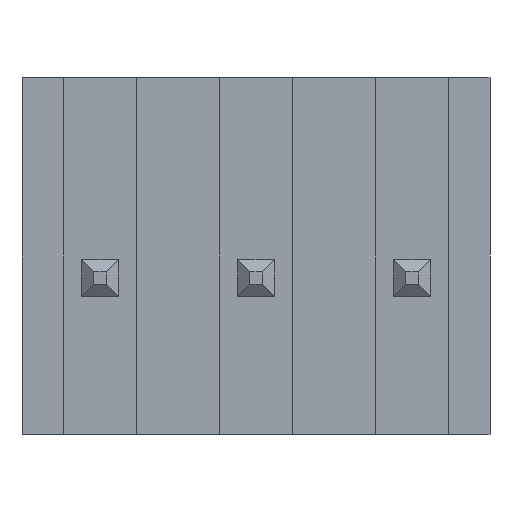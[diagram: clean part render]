
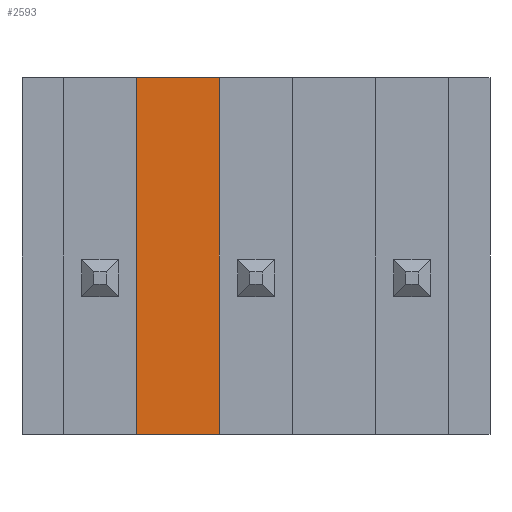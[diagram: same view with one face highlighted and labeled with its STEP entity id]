
A CAD part, front view. The second image highlights one B-rep face of the part: STEP entity #2593.
In plain terms, the highlighted planar face has unit normal (0, -1, 0).
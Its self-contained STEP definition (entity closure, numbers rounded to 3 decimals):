
#62 = ORIENTED_EDGE ( 'NONE', *, *, #293, .F. ) ;
#111 = DIRECTION ( 'NONE',  ( 0., 0., 1. ) ) ;
#230 = VECTOR ( 'NONE', #3598, 1000. ) ;
#293 = EDGE_CURVE ( 'NONE', #1087, #2601, #4714, .T. ) ;
#520 = VERTEX_POINT ( 'NONE', #982 ) ;
#557 = EDGE_CURVE ( 'NONE', #520, #4400, #1972, .T. ) ;
#582 = CARTESIAN_POINT ( 'NONE',  ( -1.94, 0., -2.9 ) ) ;
#628 = ORIENTED_EDGE ( 'NONE', *, *, #4380, .T. ) ;
#671 = CARTESIAN_POINT ( 'NONE',  ( -0.6, 0., -2.9 ) ) ;
#982 = CARTESIAN_POINT ( 'NONE',  ( -1.94, 0., 2.9 ) ) ;
#987 = FACE_OUTER_BOUND ( 'NONE', #4182, .T. ) ;
#1087 = VERTEX_POINT ( 'NONE', #671 ) ;
#1204 = DIRECTION ( 'NONE',  ( -1., 0., 0. ) ) ;
#1578 = LINE ( 'NONE', #582, #1822 ) ;
#1810 = EDGE_CURVE ( 'NONE', #2601, #520, #1578, .T. ) ;
#1822 = VECTOR ( 'NONE', #111, 1000. ) ;
#1830 = CARTESIAN_POINT ( 'NONE',  ( -0.6, 0., 2.9 ) ) ;
#1972 = LINE ( 'NONE', #4261, #3582 ) ;
#2239 = DIRECTION ( 'NONE',  ( 0., 0., -1. ) ) ;
#2493 = CARTESIAN_POINT ( 'NONE',  ( 0., 0., 0. ) ) ;
#2593 = ADVANCED_FACE ( 'NONE', ( #987 ), #3017, .T. ) ;
#2601 = VERTEX_POINT ( 'NONE', #2752 ) ;
#2752 = CARTESIAN_POINT ( 'NONE',  ( -1.94, 0., -2.9 ) ) ;
#2907 = ORIENTED_EDGE ( 'NONE', *, *, #557, .F. ) ;
#2959 = ORIENTED_EDGE ( 'NONE', *, *, #1810, .F. ) ;
#3000 = LINE ( 'NONE', #3852, #230 ) ;
#3017 = PLANE ( 'NONE',  #4350 ) ;
#3402 = DIRECTION ( 'NONE',  ( 0., -1., 0. ) ) ;
#3456 = CARTESIAN_POINT ( 'NONE',  ( 3.81, 0., -2.9 ) ) ;
#3582 = VECTOR ( 'NONE', #3765, 1000. ) ;
#3598 = DIRECTION ( 'NONE',  ( 0., 0., 1. ) ) ;
#3765 = DIRECTION ( 'NONE',  ( 1., 0., 0. ) ) ;
#3852 = CARTESIAN_POINT ( 'NONE',  ( -0.6, 0., -2.9 ) ) ;
#4182 = EDGE_LOOP ( 'NONE', ( #2959, #62, #628, #2907 ) ) ;
#4261 = CARTESIAN_POINT ( 'NONE',  ( 3.81, 0., 2.9 ) ) ;
#4350 = AXIS2_PLACEMENT_3D ( 'NONE', #2493, #3402, #2239 ) ;
#4380 = EDGE_CURVE ( 'NONE', #1087, #4400, #3000, .T. ) ;
#4400 = VERTEX_POINT ( 'NONE', #1830 ) ;
#4408 = VECTOR ( 'NONE', #1204, 1000. ) ;
#4714 = LINE ( 'NONE', #3456, #4408 ) ;
